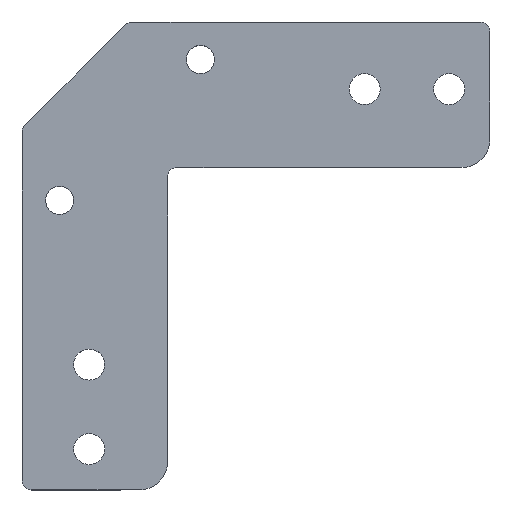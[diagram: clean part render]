
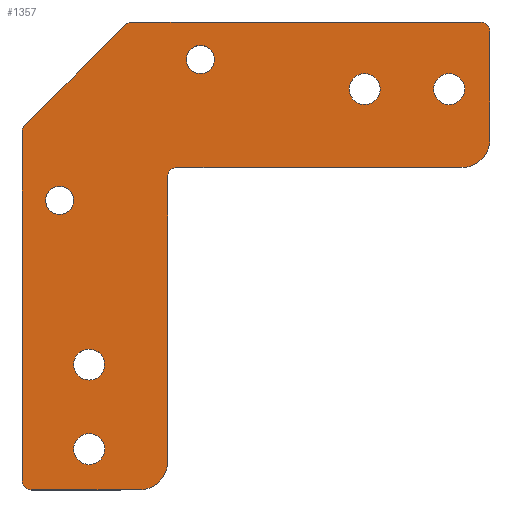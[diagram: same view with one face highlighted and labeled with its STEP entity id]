
A CAD part, top view. The second image highlights one B-rep face of the part: STEP entity #1357.
In plain terms, the highlighted planar face has unit normal (0, 0, 1).
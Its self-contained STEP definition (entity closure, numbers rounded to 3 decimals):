
#19=FACE_BOUND('',#194,.T.);
#20=FACE_BOUND('',#195,.T.);
#21=FACE_BOUND('',#196,.T.);
#22=FACE_BOUND('',#197,.T.);
#23=FACE_BOUND('',#198,.T.);
#24=FACE_BOUND('',#199,.T.);
#65=PLANE('',#1483);
#106=FACE_OUTER_BOUND('',#193,.T.);
#193=EDGE_LOOP('',(#1009,#1010,#1011,#1012,#1013,#1014,#1015,#1016,#1017,
#1018,#1019,#1020,#1021,#1022));
#194=EDGE_LOOP('',(#1023));
#195=EDGE_LOOP('',(#1024));
#196=EDGE_LOOP('',(#1025));
#197=EDGE_LOOP('',(#1026));
#198=EDGE_LOOP('',(#1027));
#199=EDGE_LOOP('',(#1028));
#278=CIRCLE('',#1454,1.);
#279=CIRCLE('',#1457,1.);
#280=CIRCLE('',#1460,1.);
#281=CIRCLE('',#1463,1.);
#299=CIRCLE('',#1484,3.);
#300=CIRCLE('',#1485,1.);
#301=CIRCLE('',#1486,3.);
#302=CIRCLE('',#1487,1.5);
#303=CIRCLE('',#1488,1.5);
#304=CIRCLE('',#1489,1.65);
#305=CIRCLE('',#1490,1.65);
#306=CIRCLE('',#1491,1.65);
#307=CIRCLE('',#1492,1.65);
#365=LINE('',#2101,#488);
#368=LINE('',#2109,#491);
#371=LINE('',#2117,#494);
#383=LINE('',#2178,#506);
#384=LINE('',#2182,#507);
#385=LINE('',#2186,#508);
#386=LINE('',#2189,#509);
#488=VECTOR('',#1654,10.);
#491=VECTOR('',#1663,10.);
#494=VECTOR('',#1672,10.);
#506=VECTOR('',#1728,10.);
#507=VECTOR('',#1731,10.);
#508=VECTOR('',#1734,10.);
#509=VECTOR('',#1737,10.);
#610=VERTEX_POINT('',#2093);
#611=VERTEX_POINT('',#2095);
#612=VERTEX_POINT('',#2099);
#613=VERTEX_POINT('',#2103);
#614=VERTEX_POINT('',#2107);
#615=VERTEX_POINT('',#2111);
#616=VERTEX_POINT('',#2115);
#617=VERTEX_POINT('',#2119);
#643=VERTEX_POINT('',#2177);
#644=VERTEX_POINT('',#2179);
#645=VERTEX_POINT('',#2181);
#646=VERTEX_POINT('',#2183);
#647=VERTEX_POINT('',#2185);
#648=VERTEX_POINT('',#2187);
#649=VERTEX_POINT('',#2190);
#650=VERTEX_POINT('',#2192);
#651=VERTEX_POINT('',#2194);
#652=VERTEX_POINT('',#2196);
#653=VERTEX_POINT('',#2198);
#654=VERTEX_POINT('',#2200);
#739=EDGE_CURVE('',#611,#610,#278,.T.);
#742=EDGE_CURVE('',#612,#610,#365,.T.);
#744=EDGE_CURVE('',#612,#613,#279,.T.);
#746=EDGE_CURVE('',#613,#614,#368,.T.);
#748=EDGE_CURVE('',#614,#615,#280,.T.);
#750=EDGE_CURVE('',#616,#615,#371,.T.);
#752=EDGE_CURVE('',#616,#617,#281,.T.);
#780=EDGE_CURVE('',#643,#617,#383,.T.);
#781=EDGE_CURVE('',#644,#643,#299,.T.);
#782=EDGE_CURVE('',#644,#645,#384,.T.);
#783=EDGE_CURVE('',#645,#646,#300,.T.);
#784=EDGE_CURVE('',#647,#646,#385,.T.);
#785=EDGE_CURVE('',#648,#647,#301,.T.);
#786=EDGE_CURVE('',#648,#611,#386,.T.);
#787=EDGE_CURVE('',#649,#649,#302,.T.);
#788=EDGE_CURVE('',#650,#650,#303,.T.);
#789=EDGE_CURVE('',#651,#651,#304,.T.);
#790=EDGE_CURVE('',#652,#652,#305,.T.);
#791=EDGE_CURVE('',#653,#653,#306,.T.);
#792=EDGE_CURVE('',#654,#654,#307,.T.);
#1009=ORIENTED_EDGE('',*,*,#744,.T.);
#1010=ORIENTED_EDGE('',*,*,#746,.T.);
#1011=ORIENTED_EDGE('',*,*,#748,.T.);
#1012=ORIENTED_EDGE('',*,*,#750,.F.);
#1013=ORIENTED_EDGE('',*,*,#752,.T.);
#1014=ORIENTED_EDGE('',*,*,#780,.F.);
#1015=ORIENTED_EDGE('',*,*,#781,.F.);
#1016=ORIENTED_EDGE('',*,*,#782,.T.);
#1017=ORIENTED_EDGE('',*,*,#783,.T.);
#1018=ORIENTED_EDGE('',*,*,#784,.F.);
#1019=ORIENTED_EDGE('',*,*,#785,.F.);
#1020=ORIENTED_EDGE('',*,*,#786,.T.);
#1021=ORIENTED_EDGE('',*,*,#739,.T.);
#1022=ORIENTED_EDGE('',*,*,#742,.F.);
#1023=ORIENTED_EDGE('',*,*,#787,.F.);
#1024=ORIENTED_EDGE('',*,*,#788,.F.);
#1025=ORIENTED_EDGE('',*,*,#789,.F.);
#1026=ORIENTED_EDGE('',*,*,#790,.F.);
#1027=ORIENTED_EDGE('',*,*,#791,.F.);
#1028=ORIENTED_EDGE('',*,*,#792,.F.);
#1357=ADVANCED_FACE('',(#106,#19,#20,#21,#22,#23,#24),#65,.T.);
#1454=AXIS2_PLACEMENT_3D('',#2096,#1648,#1649);
#1457=AXIS2_PLACEMENT_3D('',#2105,#1658,#1659);
#1460=AXIS2_PLACEMENT_3D('',#2113,#1667,#1668);
#1463=AXIS2_PLACEMENT_3D('',#2121,#1676,#1677);
#1483=AXIS2_PLACEMENT_3D('',#2176,#1726,#1727);
#1484=AXIS2_PLACEMENT_3D('',#2180,#1729,#1730);
#1485=AXIS2_PLACEMENT_3D('',#2184,#1732,#1733);
#1486=AXIS2_PLACEMENT_3D('',#2188,#1735,#1736);
#1487=AXIS2_PLACEMENT_3D('',#2191,#1738,#1739);
#1488=AXIS2_PLACEMENT_3D('',#2193,#1740,#1741);
#1489=AXIS2_PLACEMENT_3D('',#2195,#1742,#1743);
#1490=AXIS2_PLACEMENT_3D('',#2197,#1744,#1745);
#1491=AXIS2_PLACEMENT_3D('',#2199,#1746,#1747);
#1492=AXIS2_PLACEMENT_3D('',#2201,#1748,#1749);
#1648=DIRECTION('center_axis',(0.,0.,1.));
#1649=DIRECTION('ref_axis',(0.707,0.707,0.));
#1654=DIRECTION('',(1.,0.,0.));
#1658=DIRECTION('center_axis',(0.,0.,1.));
#1659=DIRECTION('ref_axis',(-0.707,0.707,0.));
#1663=DIRECTION('',(-0.707,-0.707,0.));
#1667=DIRECTION('center_axis',(0.,0.,1.));
#1668=DIRECTION('ref_axis',(-1.,0.,0.));
#1672=DIRECTION('',(0.,1.,0.));
#1676=DIRECTION('center_axis',(0.,0.,1.));
#1677=DIRECTION('ref_axis',(-0.707,-0.707,0.));
#1726=DIRECTION('center_axis',(0.,0.,1.));
#1727=DIRECTION('ref_axis',(-1.,0.,0.));
#1728=DIRECTION('',(-1.,0.,0.));
#1729=DIRECTION('center_axis',(0.,0.,-1.));
#1730=DIRECTION('ref_axis',(1.,0.,0.));
#1731=DIRECTION('',(0.,1.,0.));
#1732=DIRECTION('center_axis',(0.,0.,-1.));
#1733=DIRECTION('ref_axis',(-1.,0.,0.));
#1734=DIRECTION('',(-1.,0.,0.));
#1735=DIRECTION('center_axis',(0.,0.,-1.));
#1736=DIRECTION('ref_axis',(1.,0.,0.));
#1737=DIRECTION('',(0.,1.,0.));
#1738=DIRECTION('center_axis',(0.,0.,1.));
#1739=DIRECTION('ref_axis',(1.,0.,0.));
#1740=DIRECTION('center_axis',(0.,0.,1.));
#1741=DIRECTION('ref_axis',(1.,0.,0.));
#1742=DIRECTION('center_axis',(0.,0.,1.));
#1743=DIRECTION('ref_axis',(-1.,0.,0.));
#1744=DIRECTION('center_axis',(0.,0.,1.));
#1745=DIRECTION('ref_axis',(-1.,0.,0.));
#1746=DIRECTION('center_axis',(0.,0.,1.));
#1747=DIRECTION('ref_axis',(-1.,0.,0.));
#1748=DIRECTION('center_axis',(0.,0.,1.));
#1749=DIRECTION('ref_axis',(-1.,0.,0.));
#2093=CARTESIAN_POINT('',(-102.65,151.5,-51.));
#2095=CARTESIAN_POINT('',(-101.65,150.5,-51.));
#2096=CARTESIAN_POINT('Origin',(-102.65,150.5,-51.));
#2099=CARTESIAN_POINT('',(-139.793,151.5,-51.));
#2101=CARTESIAN_POINT('',(-114.113,151.5,-51.));
#2103=CARTESIAN_POINT('',(-140.5,151.207,-51.));
#2105=CARTESIAN_POINT('Origin',(-139.793,150.5,-51.));
#2107=CARTESIAN_POINT('',(-151.207,140.5,-51.));
#2109=CARTESIAN_POINT('',(-148.53,143.177,-51.));
#2111=CARTESIAN_POINT('',(-151.5,139.793,-51.));
#2113=CARTESIAN_POINT('Origin',(-150.5,139.793,-51.));
#2115=CARTESIAN_POINT('',(-151.5,102.65,-51.));
#2117=CARTESIAN_POINT('',(-151.5,133.288,-51.));
#2119=CARTESIAN_POINT('',(-150.5,101.65,-51.));
#2121=CARTESIAN_POINT('Origin',(-150.5,102.65,-51.));
#2176=CARTESIAN_POINT('Origin',(-126.575,126.575,-51.));
#2177=CARTESIAN_POINT('',(-139.,101.65,-51.));
#2178=CARTESIAN_POINT('',(-139.038,101.65,-51.));
#2179=CARTESIAN_POINT('',(-136.,104.65,-51.));
#2180=CARTESIAN_POINT('Origin',(-139.,104.65,-51.));
#2181=CARTESIAN_POINT('',(-136.,135.,-51.));
#2182=CARTESIAN_POINT('',(-136.,104.65,-51.));
#2183=CARTESIAN_POINT('',(-135.,136.,-51.));
#2184=CARTESIAN_POINT('Origin',(-135.,135.,-51.));
#2185=CARTESIAN_POINT('',(-104.65,136.,-51.));
#2186=CARTESIAN_POINT('',(-104.65,136.,-51.));
#2187=CARTESIAN_POINT('',(-101.65,139.,-51.));
#2188=CARTESIAN_POINT('Origin',(-104.65,139.,-51.));
#2189=CARTESIAN_POINT('',(-101.65,139.,-51.));
#2190=CARTESIAN_POINT('',(-134.,147.5,-51.));
#2191=CARTESIAN_POINT('Origin',(-132.5,147.5,-51.));
#2192=CARTESIAN_POINT('',(-149.,132.5,-51.));
#2193=CARTESIAN_POINT('Origin',(-147.5,132.5,-51.));
#2194=CARTESIAN_POINT('',(-142.7,106.,-51.));
#2195=CARTESIAN_POINT('Origin',(-144.35,106.,-51.));
#2196=CARTESIAN_POINT('',(-104.35,144.35,-51.));
#2197=CARTESIAN_POINT('Origin',(-106.,144.35,-51.));
#2198=CARTESIAN_POINT('',(-113.35,144.35,-51.));
#2199=CARTESIAN_POINT('Origin',(-115.,144.35,-51.));
#2200=CARTESIAN_POINT('',(-142.7,115.,-51.));
#2201=CARTESIAN_POINT('Origin',(-144.35,115.,-51.));
